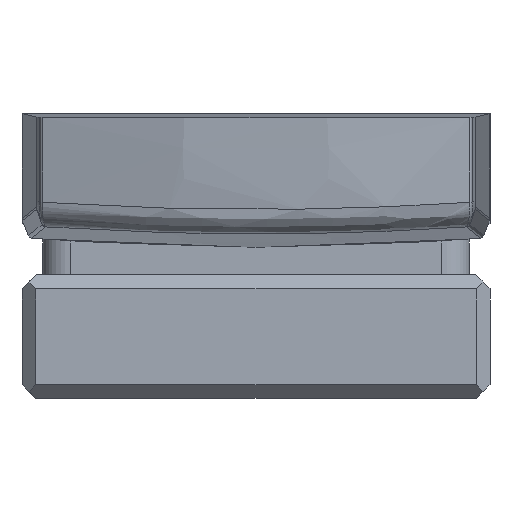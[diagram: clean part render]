
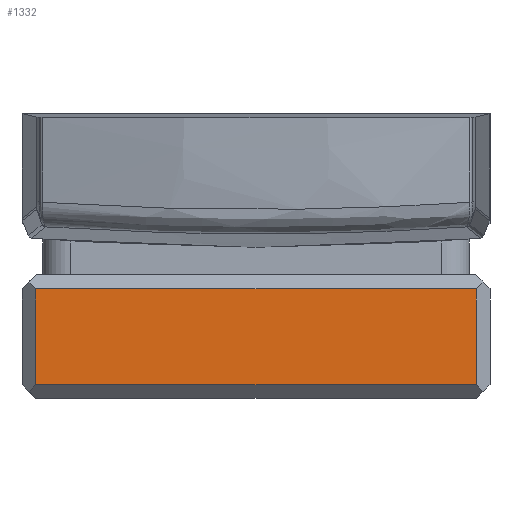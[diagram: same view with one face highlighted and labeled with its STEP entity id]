
A CAD part, front view. The second image highlights one B-rep face of the part: STEP entity #1332.
In plain terms, the highlighted planar face has unit normal (0, -1, 0).
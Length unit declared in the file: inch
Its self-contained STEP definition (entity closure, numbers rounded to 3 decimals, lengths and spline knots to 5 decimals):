
#70 = EDGE_CURVE ( 'NONE', #3142, #949, #1728, .T. ) ;
#82 = DIRECTION ( 'NONE',  ( 0., 0., 1. ) ) ;
#131 = ORIENTED_EDGE ( 'NONE', *, *, #3851, .F. ) ;
#415 = CARTESIAN_POINT ( 'NONE',  ( 0.62992, -2.55906, -0.09415 ) ) ;
#439 = DIRECTION ( 'NONE',  ( -1., 0., 0. ) ) ;
#840 = CARTESIAN_POINT ( 'NONE',  ( -0.66929, -2.55906, -0.36811 ) ) ;
#949 = VERTEX_POINT ( 'NONE', #4233 ) ;
#1099 = PLANE ( 'NONE',  #4406 ) ;
#1235 = ORIENTED_EDGE ( 'NONE', *, *, #70, .F. ) ;
#1297 = DIRECTION ( 'NONE',  ( 0., 0., 1. ) ) ;
#1332 = ADVANCED_FACE ( 'NONE', ( #3257 ), #1099, .F. ) ;
#1458 = ORIENTED_EDGE ( 'NONE', *, *, #4033, .F. ) ;
#1488 = EDGE_CURVE ( 'NONE', #2179, #3142, #2004, .T. ) ;
#1728 = LINE ( 'NONE', #3153, #2312 ) ;
#2004 = LINE ( 'NONE', #3707, #3796 ) ;
#2042 = VERTEX_POINT ( 'NONE', #3613 ) ;
#2179 = VERTEX_POINT ( 'NONE', #4024 ) ;
#2312 = VECTOR ( 'NONE', #4561, 39.37008 ) ;
#2588 = VECTOR ( 'NONE', #439, 39.37008 ) ;
#2640 = LINE ( 'NONE', #840, #2588 ) ;
#2728 = DIRECTION ( 'NONE',  ( 1., 0., 0. ) ) ;
#2935 = DIRECTION ( 'NONE',  ( 0., 1., 0. ) ) ;
#3080 = LINE ( 'NONE', #4507, #3106 ) ;
#3106 = VECTOR ( 'NONE', #1297, 39.37008 ) ;
#3120 = EDGE_LOOP ( 'NONE', ( #131, #1458, #1235, #4107 ) ) ;
#3142 = VERTEX_POINT ( 'NONE', #415 ) ;
#3153 = CARTESIAN_POINT ( 'NONE',  ( 0.62992, -2.55906, -0.04921 ) ) ;
#3257 = FACE_OUTER_BOUND ( 'NONE', #3120, .T. ) ;
#3613 = CARTESIAN_POINT ( 'NONE',  ( -0.62992, -2.55906, -0.36811 ) ) ;
#3707 = CARTESIAN_POINT ( 'NONE',  ( -0.66929, -2.55906, -0.09415 ) ) ;
#3796 = VECTOR ( 'NONE', #2728, 39.37008 ) ;
#3851 = EDGE_CURVE ( 'NONE', #2042, #2179, #3080, .T. ) ;
#4024 = CARTESIAN_POINT ( 'NONE',  ( -0.62992, -2.55906, -0.09415 ) ) ;
#4033 = EDGE_CURVE ( 'NONE', #949, #2042, #2640, .T. ) ;
#4034 = CARTESIAN_POINT ( 'NONE',  ( -0.66929, -2.55906, -0.04921 ) ) ;
#4107 = ORIENTED_EDGE ( 'NONE', *, *, #1488, .F. ) ;
#4233 = CARTESIAN_POINT ( 'NONE',  ( 0.62992, -2.55906, -0.36811 ) ) ;
#4406 = AXIS2_PLACEMENT_3D ( 'NONE', #4034, #2935, #82 ) ;
#4507 = CARTESIAN_POINT ( 'NONE',  ( -0.62992, -2.55906, -0.04921 ) ) ;
#4561 = DIRECTION ( 'NONE',  ( 0., 0., -1. ) ) ;
